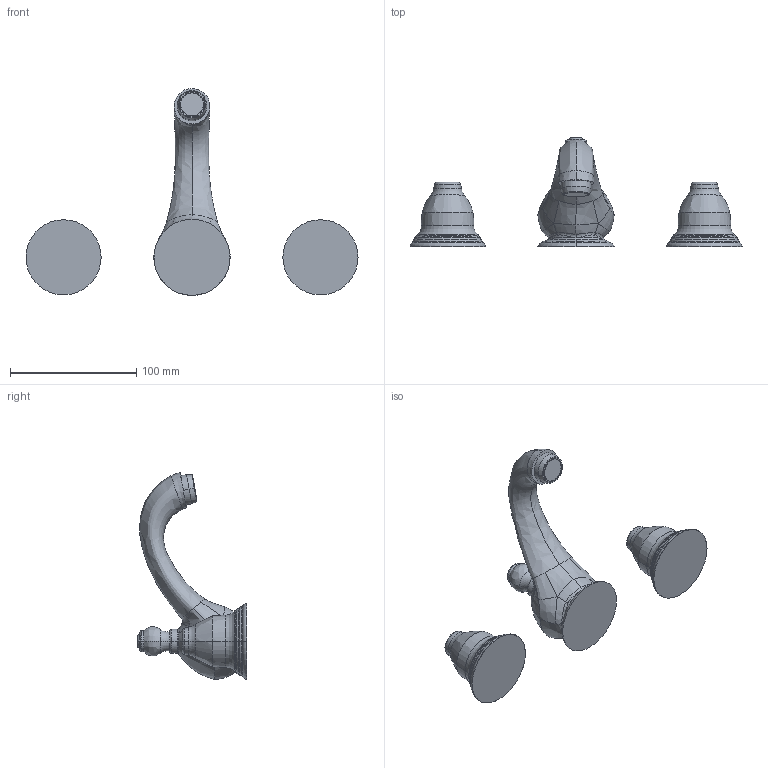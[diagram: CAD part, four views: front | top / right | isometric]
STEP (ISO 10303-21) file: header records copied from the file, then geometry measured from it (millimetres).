
FILE_DESCRIPTION((''),'2;1');
FILE_NAME('7000','2020-11-30T13:44:08',('jinson.thomas'),(''),'CREO PARAMETRIC BY PTC INC, 2018400','CREO PARAMETRIC BY PTC INC, 2018400','');
FILE_SCHEMA(('CONFIG_CONTROL_DESIGN'));
Length unit declared in the file: inch
Products named in the file (1): 7000
Bounding box: 262.64 x 86.74 x 163.63 mm (x, y, z)
Volume: 305926.1 mm3; surface area: 46872.7 mm2
Topology: 3 solids, 4 shells, 228 faces, 596 edges, 367 vertices
Faces by surface type: torus 57, bspline 56, plane 48, cylinder 45, cone 22
Entity records: 12323 total; most frequent: CARTESIAN_POINT 6820, ORIENTED_EDGE 1192, DIRECTION 1136, EDGE_CURVE 596, AXIS2_PLACEMENT_3D 476, VERTEX_POINT 367, CIRCLE 304, EDGE_LOOP 237
